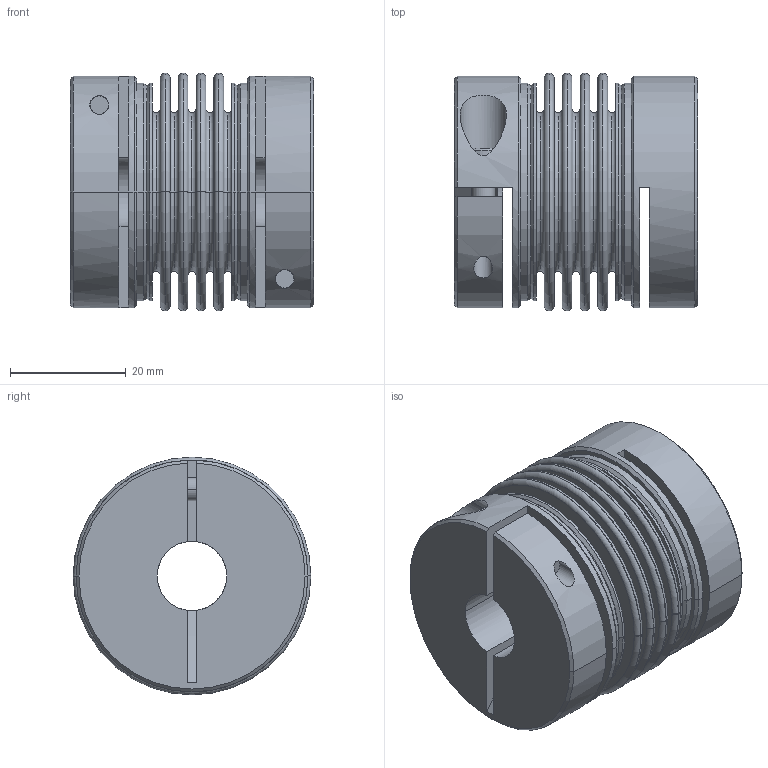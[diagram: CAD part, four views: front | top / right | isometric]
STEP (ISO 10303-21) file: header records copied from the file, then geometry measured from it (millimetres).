
FILE_DESCRIPTION(('STEP AP214'),'1');
FILE_NAME('ha-co_products_mke-150_-_12h7_-_12h7.stp','2019-08-20T04:59:05',('TraceParts'),('TraceParts S.A.'),'Spatial InterOp 3D',' ',' ');
FILE_SCHEMA(('AUTOMOTIVE_DESIGN { 1 0 10303 214 1 1 1 1 }'));
Length unit declared in the file: millimetre
Products named in the file (1): ha-co_products_mke-150_-_12h7_-_12h7
Bounding box: 42 x 41 x 41 mm (x, y, z)
Volume: 29214.9 mm3; surface area: 25995 mm2
Topology: 1 solids, 1 shells, 202 faces, 448 edges, 276 vertices
Faces by surface type: torus 76, plane 58, cylinder 46, cone 22
Entity records: 11151 total; most frequent: CARTESIAN_POINT 1182, DIRECTION 1132, STYLED_ITEM 927, PRESENTATION_STYLE_ASSIGNMENT 927, COLOUR_RGB 927, ORIENTED_EDGE 896, AXIS2_PLACEMENT_3D 499, EDGE_CURVE 448
